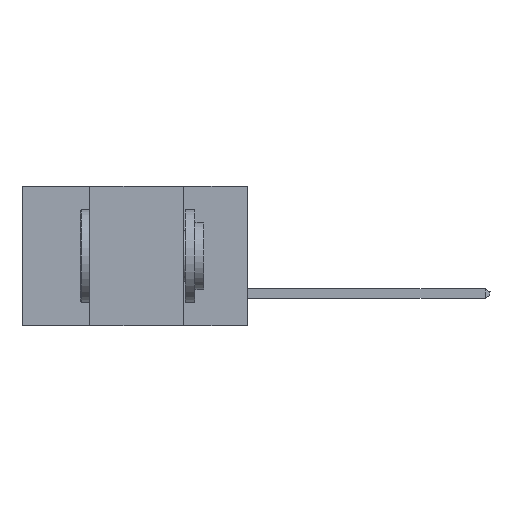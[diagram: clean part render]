
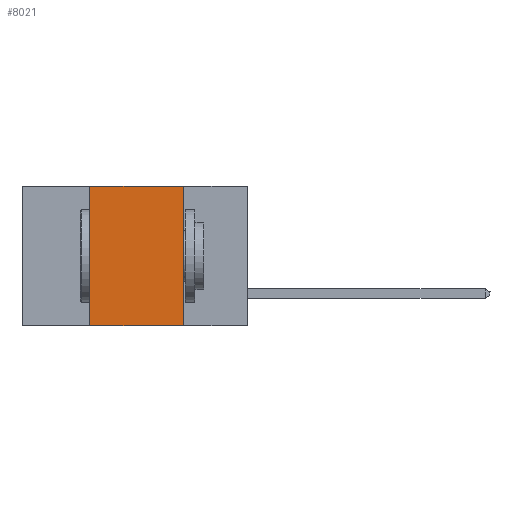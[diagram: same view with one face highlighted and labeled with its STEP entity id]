
A CAD part, left-side view. The second image highlights one B-rep face of the part: STEP entity #8021.
In plain terms, the highlighted planar face has unit normal (-1, 0, 0).
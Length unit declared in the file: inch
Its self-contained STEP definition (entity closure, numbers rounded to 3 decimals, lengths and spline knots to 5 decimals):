
#123 = EDGE_CURVE ( 'NONE', #18385, #8742, #3559, .T. ) ;
#1525 = CARTESIAN_POINT ( 'NONE',  ( 0., 0.42, 0. ) ) ;
#3003 = CARTESIAN_POINT ( 'NONE',  ( 0., 0.42, -0.37 ) ) ;
#3045 = PLANE ( 'NONE',  #10225 ) ;
#3180 = DIRECTION ( 'NONE',  ( 0., 0., -1. ) ) ;
#3354 = VECTOR ( 'NONE', #12609, 39.37008 ) ;
#3537 = VECTOR ( 'NONE', #25721, 39.37008 ) ;
#3559 = LINE ( 'NONE', #11585, #3537 ) ;
#4447 = LINE ( 'NONE', #23064, #23688 ) ;
#4597 = ORIENTED_EDGE ( 'NONE', *, *, #13522, .F. ) ;
#5941 = LINE ( 'NONE', #7663, #14987 ) ;
#5965 = VERTEX_POINT ( 'NONE', #3003 ) ;
#7663 = CARTESIAN_POINT ( 'NONE',  ( 0., 0.42, -0.37 ) ) ;
#8021 = ADVANCED_FACE ( 'NONE', ( #20686 ), #3045, .F. ) ;
#8222 = CARTESIAN_POINT ( 'NONE',  ( 0., 0.6, 0. ) ) ;
#8382 = EDGE_CURVE ( 'NONE', #8742, #12170, #4447, .T. ) ;
#8742 = VERTEX_POINT ( 'NONE', #10365 ) ;
#10225 = AXIS2_PLACEMENT_3D ( 'NONE', #8222, #14888, #3180 ) ;
#10365 = CARTESIAN_POINT ( 'NONE',  ( 0., 0.17, 0. ) ) ;
#10938 = DIRECTION ( 'NONE',  ( 0., 0., -1. ) ) ;
#11585 = CARTESIAN_POINT ( 'NONE',  ( 0., 0.6, 0. ) ) ;
#12170 = VERTEX_POINT ( 'NONE', #19529 ) ;
#12609 = DIRECTION ( 'NONE',  ( 0., -1., 0. ) ) ;
#12831 = ORIENTED_EDGE ( 'NONE', *, *, #123, .F. ) ;
#13522 = EDGE_CURVE ( 'NONE', #5965, #18385, #5941, .T. ) ;
#14888 = DIRECTION ( 'NONE',  ( 1., 0., 0. ) ) ;
#14987 = VECTOR ( 'NONE', #18042, 39.37008 ) ;
#15432 = ORIENTED_EDGE ( 'NONE', *, *, #8382, .F. ) ;
#17238 = ORIENTED_EDGE ( 'NONE', *, *, #20813, .T. ) ;
#18042 = DIRECTION ( 'NONE',  ( 0., 0., 1. ) ) ;
#18385 = VERTEX_POINT ( 'NONE', #1525 ) ;
#19529 = CARTESIAN_POINT ( 'NONE',  ( 0., 0.17, -0.37 ) ) ;
#20686 = FACE_OUTER_BOUND ( 'NONE', #23376, .T. ) ;
#20799 = CARTESIAN_POINT ( 'NONE',  ( 0., 0.6, -0.37 ) ) ;
#20813 = EDGE_CURVE ( 'NONE', #5965, #12170, #24520, .T. ) ;
#23064 = CARTESIAN_POINT ( 'NONE',  ( 0., 0.17, -0.37 ) ) ;
#23376 = EDGE_LOOP ( 'NONE', ( #15432, #12831, #4597, #17238 ) ) ;
#23688 = VECTOR ( 'NONE', #10938, 39.37008 ) ;
#24520 = LINE ( 'NONE', #20799, #3354 ) ;
#25721 = DIRECTION ( 'NONE',  ( 0., -1., 0. ) ) ;
